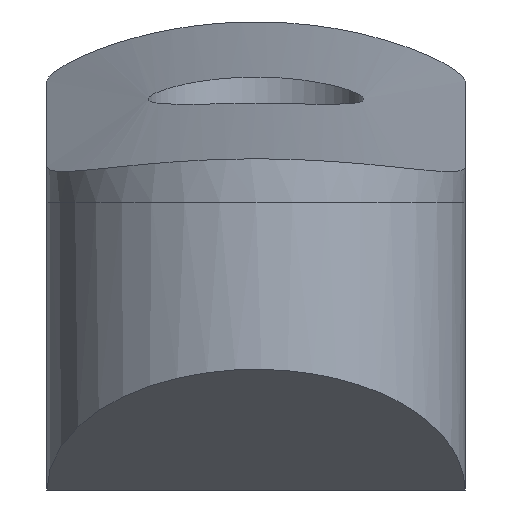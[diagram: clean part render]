
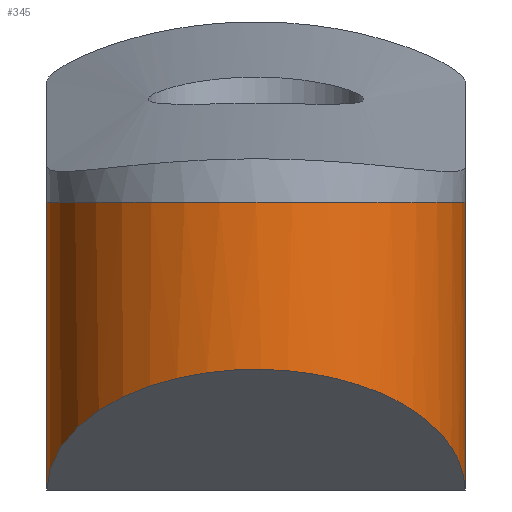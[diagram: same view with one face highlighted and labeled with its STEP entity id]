
A CAD part, left-side view. The second image highlights one B-rep face of the part: STEP entity #345.
In plain terms, the highlighted cylindrical face has radius 1.742 mm (diameter 3.485 mm), a partial arc.
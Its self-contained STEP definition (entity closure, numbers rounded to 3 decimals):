
#3 = VERTEX_POINT ( 'NONE', #432 ) ;
#16 = CIRCLE ( 'NONE', #222, 1.743 ) ;
#32 = EDGE_CURVE ( 'NONE', #3, #153, #317, .T. ) ;
#36 = EDGE_CURVE ( 'NONE', #315, #3, #16, .T. ) ;
#45 = DIRECTION ( 'NONE',  ( 0., 0., 1. ) ) ;
#61 = CARTESIAN_POINT ( 'NONE',  ( -3.485, 1.743, 2.012 ) ) ;
#75 = ORIENTED_EDGE ( 'NONE', *, *, #312, .T. ) ;
#76 = CARTESIAN_POINT ( 'NONE',  ( 0., 1.743, 2.4 ) ) ;
#95 = CARTESIAN_POINT ( 'NONE',  ( -3.485, -1.742, 2.012 ) ) ;
#119 = LINE ( 'NONE', #76, #303 ) ;
#153 = VERTEX_POINT ( 'NONE', #180 ) ;
#160 = DIRECTION ( 'NONE',  ( 0., 0., -1. ) ) ;
#167 = CARTESIAN_POINT ( 'NONE',  ( 0., 1.743, 0. ) ) ;
#168 = AXIS2_PLACEMENT_3D ( 'NONE', #289, #368, #439 ) ;
#180 = CARTESIAN_POINT ( 'NONE',  ( 0., -1.743, 0. ) ) ;
#210 = CARTESIAN_POINT ( 'NONE',  ( 0., -1.743, 0. ) ) ;
#222 = AXIS2_PLACEMENT_3D ( 'NONE', #436, #45, #403 ) ;
#248 = FACE_OUTER_BOUND ( 'NONE', #491, .T. ) ;
#283 = ORIENTED_EDGE ( 'NONE', *, *, #32, .F. ) ;
#289 = CARTESIAN_POINT ( 'NONE',  ( 0., 0., 2.4 ) ) ;
#303 = VECTOR ( 'NONE', #433, 1000. ) ;
#312 = EDGE_CURVE ( 'NONE', #315, #367, #119, .T. ) ;
#315 = VERTEX_POINT ( 'NONE', #474 ) ;
#317 = LINE ( 'NONE', #472, #381 ) ;
#337 = ORIENTED_EDGE ( 'NONE', *, *, #36, .F. ) ;
#341 = EDGE_CURVE ( 'NONE', #367, #153, #358, .T. ) ;
#345 = ADVANCED_FACE ( 'NONE', ( #248 ), #372, .T. ) ;
#358 =( BOUNDED_CURVE ( )  B_SPLINE_CURVE ( 3, ( #443, #61, #95, #210 ),
 .UNSPECIFIED., .F., .F. ) 
 B_SPLINE_CURVE_WITH_KNOTS ( ( 4, 4 ),
 ( 1.571, 4.712 ),
 .UNSPECIFIED. ) 
 CURVE ( )  GEOMETRIC_REPRESENTATION_ITEM ( )  RATIONAL_B_SPLINE_CURVE ( ( 1., 0.333, 0.333, 1. ) ) 
 REPRESENTATION_ITEM ( '' )  );
#367 = VERTEX_POINT ( 'NONE', #167 ) ;
#368 = DIRECTION ( 'NONE',  ( 0., 0., -1. ) ) ;
#372 = CYLINDRICAL_SURFACE ( 'NONE', #168, 1.743 ) ;
#381 = VECTOR ( 'NONE', #160, 1000. ) ;
#401 = ORIENTED_EDGE ( 'NONE', *, *, #341, .T. ) ;
#403 = DIRECTION ( 'NONE',  ( 1., 0., 0. ) ) ;
#432 = CARTESIAN_POINT ( 'NONE',  ( 0., -1.743, 2.4 ) ) ;
#433 = DIRECTION ( 'NONE',  ( 0., 0., -1. ) ) ;
#436 = CARTESIAN_POINT ( 'NONE',  ( 0., 0., 2.4 ) ) ;
#439 = DIRECTION ( 'NONE',  ( -1., 0., 0. ) ) ;
#443 = CARTESIAN_POINT ( 'NONE',  ( 0., 1.743, 0. ) ) ;
#472 = CARTESIAN_POINT ( 'NONE',  ( 0., -1.743, 2.4 ) ) ;
#474 = CARTESIAN_POINT ( 'NONE',  ( 0., 1.743, 2.4 ) ) ;
#491 = EDGE_LOOP ( 'NONE', ( #75, #401, #283, #337 ) ) ;
